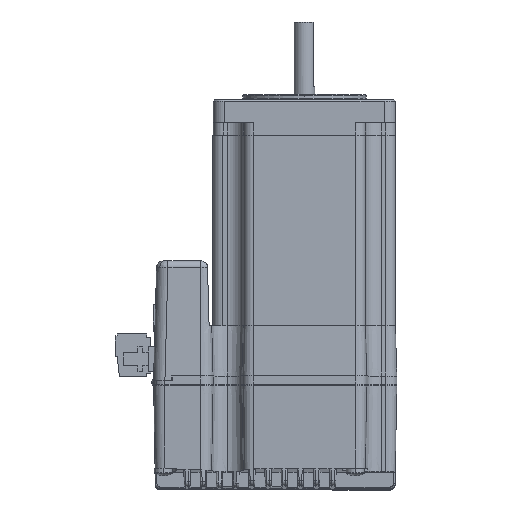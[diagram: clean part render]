
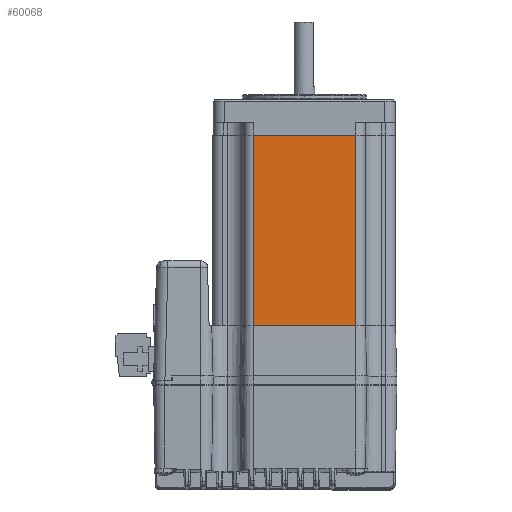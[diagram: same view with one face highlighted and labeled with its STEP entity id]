
A CAD part, top view. The second image highlights one B-rep face of the part: STEP entity #60068.
In plain terms, the highlighted planar face has unit normal (0, 0, 1).
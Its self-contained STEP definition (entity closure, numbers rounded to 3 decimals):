
#542 = VERTEX_POINT ( 'NONE', #1775 ) ;
#1775 = CARTESIAN_POINT ( 'NONE',  ( 16.105, -47.977, 33.007 ) ) ;
#3433 = DIRECTION ( 'NONE',  ( -1., 0., 0. ) ) ;
#8391 = CARTESIAN_POINT ( 'NONE',  ( 16.105, 10.823, 33.007 ) ) ;
#8832 = VECTOR ( 'NONE', #3433, 1000. ) ;
#8963 = LINE ( 'NONE', #60705, #45270 ) ;
#9773 = PLANE ( 'NONE',  #26174 ) ;
#9978 = DIRECTION ( 'NONE',  ( 0., 0., -1. ) ) ;
#11564 = EDGE_CURVE ( 'NONE', #36545, #40728, #8963, .T. ) ;
#12559 = VERTEX_POINT ( 'NONE', #27371 ) ;
#12710 = ORIENTED_EDGE ( 'NONE', *, *, #11564, .F. ) ;
#19191 = ORIENTED_EDGE ( 'NONE', *, *, #59168, .T. ) ;
#20272 = ORIENTED_EDGE ( 'NONE', *, *, #39280, .T. ) ;
#26174 = AXIS2_PLACEMENT_3D ( 'NONE', #39585, #9978, #44527 ) ;
#27371 = CARTESIAN_POINT ( 'NONE',  ( 16.105, 10.823, 33.007 ) ) ;
#31218 = ORIENTED_EDGE ( 'NONE', *, *, #56145, .F. ) ;
#32344 = LINE ( 'NONE', #41192, #50083 ) ;
#32691 = EDGE_LOOP ( 'NONE', ( #19191, #12710, #31218, #20272 ) ) ;
#36031 = DIRECTION ( 'NONE',  ( 0., 1., 0. ) ) ;
#36399 = DIRECTION ( 'NONE',  ( 0., 1., 0. ) ) ;
#36478 = LINE ( 'NONE', #46965, #44988 ) ;
#36545 = VERTEX_POINT ( 'NONE', #57012 ) ;
#39280 = EDGE_CURVE ( 'NONE', #542, #12559, #32344, .T. ) ;
#39585 = CARTESIAN_POINT ( 'NONE',  ( 16.105, -47.977, 33.007 ) ) ;
#40728 = VERTEX_POINT ( 'NONE', #46801 ) ;
#41192 = CARTESIAN_POINT ( 'NONE',  ( 16.105, -47.977, 33.007 ) ) ;
#44527 = DIRECTION ( 'NONE',  ( 0., 1., 0. ) ) ;
#44988 = VECTOR ( 'NONE', #51921, 1000. ) ;
#45270 = VECTOR ( 'NONE', #36031, 1000. ) ;
#46801 = CARTESIAN_POINT ( 'NONE',  ( -15.495, 10.823, 33.007 ) ) ;
#46965 = CARTESIAN_POINT ( 'NONE',  ( 16.105, -47.977, 33.007 ) ) ;
#48190 = LINE ( 'NONE', #8391, #8832 ) ;
#50083 = VECTOR ( 'NONE', #36399, 1000. ) ;
#51921 = DIRECTION ( 'NONE',  ( -1., 0., 0. ) ) ;
#53454 = FACE_OUTER_BOUND ( 'NONE', #32691, .T. ) ;
#56145 = EDGE_CURVE ( 'NONE', #542, #36545, #36478, .T. ) ;
#57012 = CARTESIAN_POINT ( 'NONE',  ( -15.495, -47.977, 33.007 ) ) ;
#59168 = EDGE_CURVE ( 'NONE', #12559, #40728, #48190, .T. ) ;
#60068 = ADVANCED_FACE ( 'NONE', ( #53454 ), #9773, .F. ) ;
#60705 = CARTESIAN_POINT ( 'NONE',  ( -15.495, -47.977, 33.007 ) ) ;
